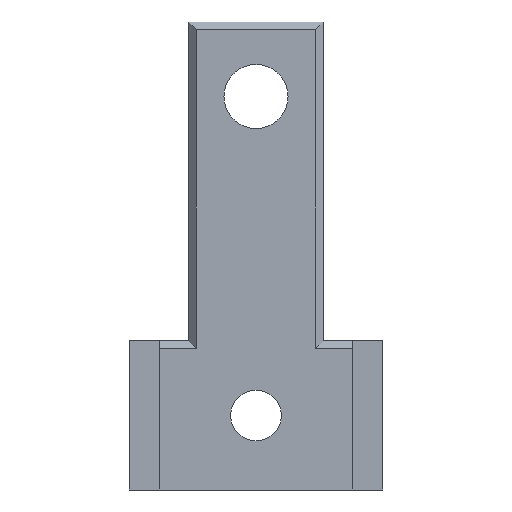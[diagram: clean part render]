
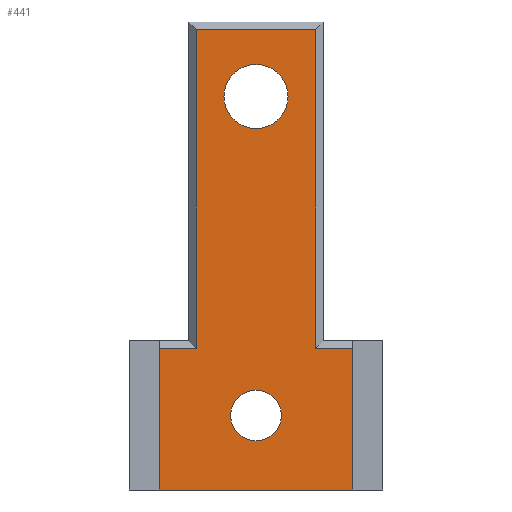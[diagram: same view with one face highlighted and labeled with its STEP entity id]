
A CAD part, front view. The second image highlights one B-rep face of the part: STEP entity #441.
In plain terms, the highlighted planar face has unit normal (0, -1, 0).
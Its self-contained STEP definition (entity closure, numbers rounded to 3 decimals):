
#19=FACE_BOUND('',#76,.T.);
#20=FACE_BOUND('',#77,.T.);
#23=CIRCLE('',#464,1.7);
#24=CIRCLE('',#466,2.15);
#50=FACE_OUTER_BOUND('',#75,.T.);
#75=EDGE_LOOP('',(#389,#390,#391,#392,#393,#394,#395,#396));
#76=EDGE_LOOP('',(#397));
#77=EDGE_LOOP('',(#398));
#78=LINE('',#581,#131);
#83=LINE('',#592,#136);
#92=LINE('',#609,#145);
#95=LINE('',#615,#148);
#97=LINE('',#619,#150);
#100=LINE('',#625,#153);
#104=LINE('',#633,#157);
#106=LINE('',#636,#159);
#131=VECTOR('',#474,10.);
#136=VECTOR('',#481,10.);
#145=VECTOR('',#492,10.);
#148=VECTOR('',#497,10.);
#150=VECTOR('',#501,10.);
#153=VECTOR('',#506,10.);
#157=VECTOR('',#512,10.);
#159=VECTOR('',#516,10.);
#184=VERTEX_POINT('',#579);
#185=VERTEX_POINT('',#580);
#189=VERTEX_POINT('',#590);
#190=VERTEX_POINT('',#591);
#199=VERTEX_POINT('',#614);
#200=VERTEX_POINT('',#618);
#202=VERTEX_POINT('',#624);
#205=VERTEX_POINT('',#632);
#220=VERTEX_POINT('',#709);
#221=VERTEX_POINT('',#713);
#222=EDGE_CURVE('',#184,#185,#78,.T.);
#227=EDGE_CURVE('',#189,#190,#83,.T.);
#236=EDGE_CURVE('',#184,#190,#92,.T.);
#239=EDGE_CURVE('',#189,#199,#95,.T.);
#241=EDGE_CURVE('',#199,#200,#97,.T.);
#244=EDGE_CURVE('',#200,#202,#100,.T.);
#248=EDGE_CURVE('',#202,#205,#104,.T.);
#250=EDGE_CURVE('',#205,#185,#106,.T.);
#277=EDGE_CURVE('',#220,#220,#23,.T.);
#279=EDGE_CURVE('',#221,#221,#24,.T.);
#389=ORIENTED_EDGE('',*,*,#222,.T.);
#390=ORIENTED_EDGE('',*,*,#250,.F.);
#391=ORIENTED_EDGE('',*,*,#248,.F.);
#392=ORIENTED_EDGE('',*,*,#244,.F.);
#393=ORIENTED_EDGE('',*,*,#241,.F.);
#394=ORIENTED_EDGE('',*,*,#239,.F.);
#395=ORIENTED_EDGE('',*,*,#227,.T.);
#396=ORIENTED_EDGE('',*,*,#236,.F.);
#397=ORIENTED_EDGE('',*,*,#279,.T.);
#398=ORIENTED_EDGE('',*,*,#277,.T.);
#418=PLANE('',#469);
#441=ADVANCED_FACE('',(#50,#19,#20),#418,.T.);
#464=AXIS2_PLACEMENT_3D('',#710,#563,#564);
#466=AXIS2_PLACEMENT_3D('',#714,#568,#569);
#469=AXIS2_PLACEMENT_3D('',#718,#575,#576);
#474=DIRECTION('',(0.,0.,1.));
#481=DIRECTION('',(0.,0.,-1.));
#492=DIRECTION('',(-1.,0.,0.));
#497=DIRECTION('',(1.,0.,0.));
#501=DIRECTION('',(0.,0.,1.));
#506=DIRECTION('',(1.,0.,0.));
#512=DIRECTION('',(0.,0.,-1.));
#516=DIRECTION('',(1.,0.,0.));
#563=DIRECTION('center_axis',(0.,1.,0.));
#564=DIRECTION('ref_axis',(1.,0.,0.));
#568=DIRECTION('center_axis',(0.,1.,0.));
#569=DIRECTION('ref_axis',(1.,0.,0.));
#575=DIRECTION('center_axis',(0.,-1.,0.));
#576=DIRECTION('ref_axis',(1.,0.,0.));
#579=CARTESIAN_POINT('',(-28.659,-25.009,-31.903));
#580=CARTESIAN_POINT('',(-28.659,-25.009,-22.403));
#581=CARTESIAN_POINT('',(-28.659,-25.009,-19.052));
#590=CARTESIAN_POINT('',(-41.659,-25.009,-22.403));
#591=CARTESIAN_POINT('',(-41.659,-25.009,-31.903));
#592=CARTESIAN_POINT('',(-41.659,-25.009,-24.052));
#609=CARTESIAN_POINT('',(-35.746,-25.009,-31.903));
#614=CARTESIAN_POINT('',(-39.159,-25.009,-22.403));
#615=CARTESIAN_POINT('',(-33.746,-25.009,-22.403));
#618=CARTESIAN_POINT('',(-39.159,-25.009,-0.997));
#619=CARTESIAN_POINT('',(-39.159,-25.009,-8.349));
#624=CARTESIAN_POINT('',(-31.159,-25.009,-0.997));
#625=CARTESIAN_POINT('',(-29.246,-25.009,-0.997));
#632=CARTESIAN_POINT('',(-31.159,-25.009,-22.403));
#633=CARTESIAN_POINT('',(-31.159,-25.009,-19.052));
#636=CARTESIAN_POINT('',(-27.246,-25.009,-22.403));
#709=CARTESIAN_POINT('',(-36.859,-25.009,-26.903));
#710=CARTESIAN_POINT('Origin',(-35.159,-25.009,-26.903));
#713=CARTESIAN_POINT('',(-37.309,-25.009,-5.497));
#714=CARTESIAN_POINT('Origin',(-35.159,-25.009,-5.497));
#718=CARTESIAN_POINT('Origin',(-27.834,-25.009,-16.2));
